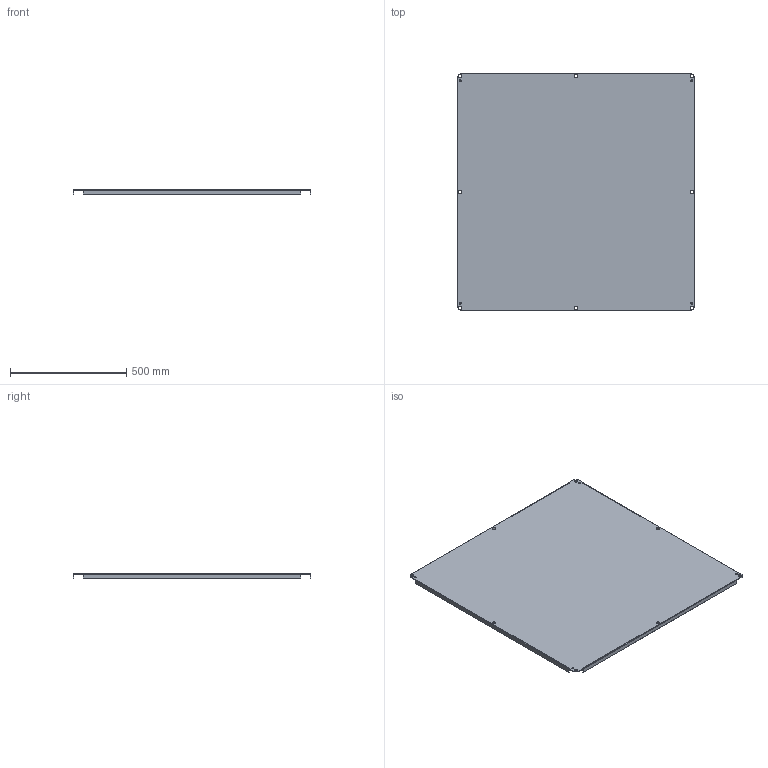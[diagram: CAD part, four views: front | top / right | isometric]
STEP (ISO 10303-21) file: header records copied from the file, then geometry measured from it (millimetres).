
FILE_DESCRIPTION(/* description */ ('PANEL,ULTIMATE,CS,40.2 X 40.2'),/* implementation_level */ '2;1');
FILE_NAME(/* name */ 'NP4242C.stp',/* time_stamp */ '2019-07-15T07:23:01-05:00',/* author */ ('EC'),/* organization */ (''),/* preprocessor_version */ 'ST-DEVELOPER v16.13',/* originating_system */ 'Autodesk Inventor 2018',/* authorisation */ '');
FILE_SCHEMA (('AUTOMOTIVE_DESIGN { 1 0 10303 214 3 1 1 }'));
Length unit declared in the file: inch
Products named in the file (1): NP4242C
Bounding box: 1021.08 x 1021.08 x 19.66 mm (x, y, z)
Volume: 2626032 mm3; surface area: 2216760.9 mm2
Topology: 1 solids, 1 shells, 70 faces, 204 edges, 136 vertices
Faces by surface type: plane 50, cylinder 20
Full cylindrical faces by diameter (mm): 7.938 x4, 14.287 x8
Entity records: 2407 total; most frequent: CARTESIAN_POINT 399, ORIENTED_EDGE 384, DIRECTION 374, EDGE_CURVE 192, LINE 152, VECTOR 152, VERTEX_POINT 136, AXIS2_PLACEMENT_3D 111
